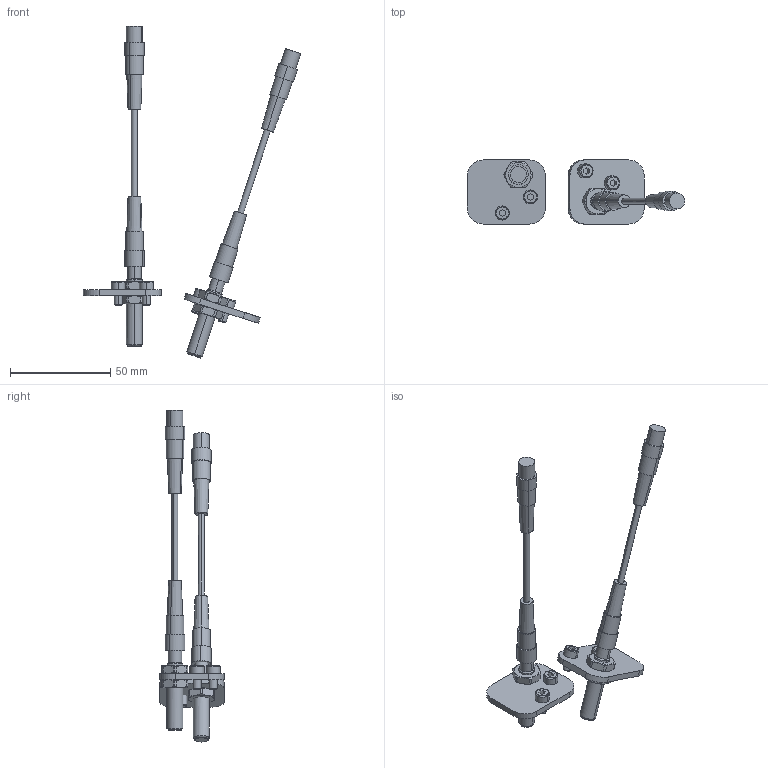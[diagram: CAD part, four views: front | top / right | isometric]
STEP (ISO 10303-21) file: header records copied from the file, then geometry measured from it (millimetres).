
FILE_DESCRIPTION (( 'STEP AP203' ), '1' );
FILE_NAME ('P7175.STEP', '2018-11-30T12:49:16', ( 'rsp' ), ( 'Hewlett-Packard Company' ), 'SwSTEP 2.0', 'SolidWorks 2017', '' );
FILE_SCHEMA (( 'CONFIG_CONTROL_DESIGN' ));
Length unit declared in the file: millimetre
Products named in the file (1): P7175
Bounding box: 108.48 x 32 x 165.71 mm (x, y, z)
Volume: 22381.3 mm3; surface area: 16502.8 mm2
Topology: 14 solids, 14 shells, 406 faces, 946 edges, 606 vertices
Faces by surface type: plane 178, cylinder 148, cone 72, torus 8
Entity records: 11929 total; most frequent: CARTESIAN_POINT 2483, DIRECTION 2008, ORIENTED_EDGE 1892, EDGE_CURVE 946, AXIS2_PLACEMENT_3D 767, VERTEX_POINT 606, VECTOR 474, LINE 474
